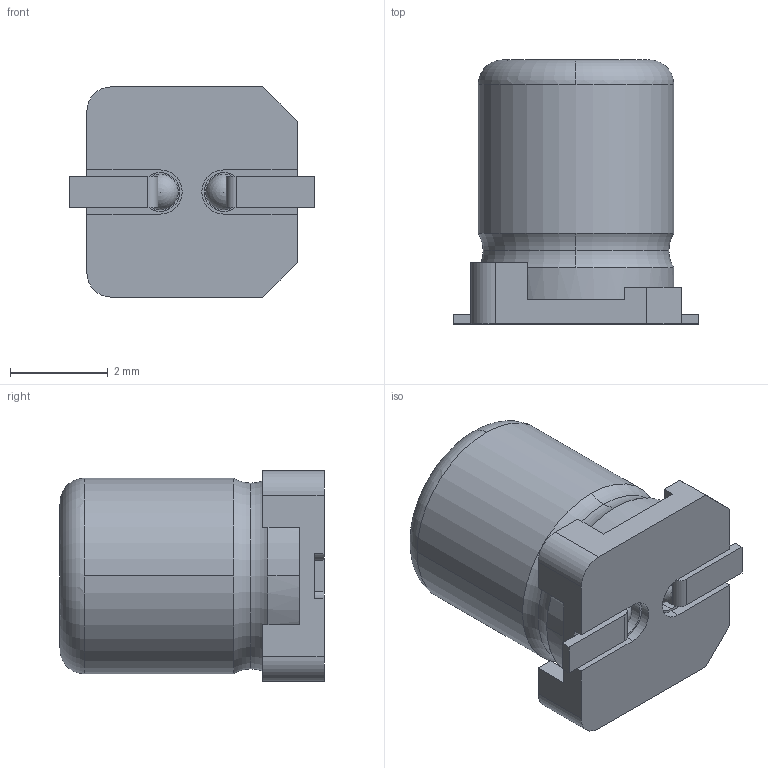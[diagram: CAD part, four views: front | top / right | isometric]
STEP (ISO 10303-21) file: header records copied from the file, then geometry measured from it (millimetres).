
FILE_DESCRIPTION (( 'STEP AP214' ), '1' );
FILE_NAME ('EEEHA1A220WR.STEP', '2021-12-29T01:07:18', ( '' ), ( '' ), 'SwSTEP 2.0', 'SolidWorks 2017', '' );
FILE_SCHEMA (( 'AUTOMOTIVE_DESIGN' ));
Length unit declared in the file: millimetre
Products named in the file (1): EEEHA1A220WR
Bounding box: 5 x 5.4 x 4.3 mm (x, y, z)
Volume: 70.7 mm3; surface area: 145.1 mm2
Topology: 4 solids, 4 shells, 76 faces, 204 edges, 134 vertices
Faces by surface type: plane 45, cylinder 18, torus 9, sphere 4
Entity records: 2573 total; most frequent: CARTESIAN_POINT 576, DIRECTION 408, ORIENTED_EDGE 396, EDGE_CURVE 198, AXIS2_PLACEMENT_3D 141, VERTEX_POINT 130, VECTOR 126, LINE 126
